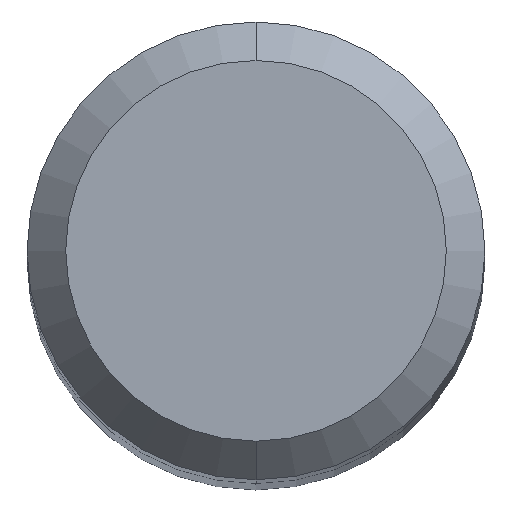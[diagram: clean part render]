
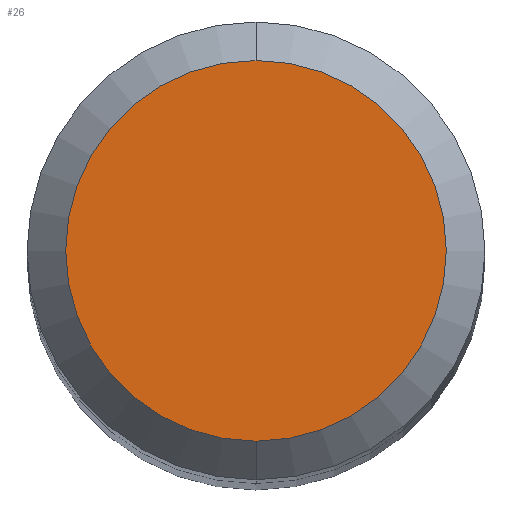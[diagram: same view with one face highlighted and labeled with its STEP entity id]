
A CAD part, top view. The second image highlights one B-rep face of the part: STEP entity #26.
In plain terms, the highlighted planar face has unit normal (0, 0, 1).
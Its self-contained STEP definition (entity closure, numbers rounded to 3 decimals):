
#11 = CARTESIAN_POINT ( 'NONE',  ( 0., 3.95, 125. ) ) ;
#15 = DIRECTION ( 'NONE',  ( 0., 0., -1. ) ) ;
#16 = CARTESIAN_POINT ( 'NONE',  ( 0., 0., 125. ) ) ;
#26 = ADVANCED_FACE ( 'NONE', ( #248 ), #37, .F. ) ;
#32 = CARTESIAN_POINT ( 'NONE',  ( 0., 0., 125. ) ) ;
#37 = PLANE ( 'NONE',  #130 ) ;
#39 = CARTESIAN_POINT ( 'NONE',  ( 0., -3.95, 125. ) ) ;
#47 = EDGE_CURVE ( 'NONE', #56, #282, #303, .T. ) ;
#56 = VERTEX_POINT ( 'NONE', #11 ) ;
#110 = ORIENTED_EDGE ( 'NONE', *, *, #180, .F. ) ;
#116 = DIRECTION ( 'NONE',  ( 0., 1., 0. ) ) ;
#130 = AXIS2_PLACEMENT_3D ( 'NONE', #32, #273, #142 ) ;
#132 = ORIENTED_EDGE ( 'NONE', *, *, #47, .F. ) ;
#136 = CIRCLE ( 'NONE', #230, 3.95 ) ;
#142 = DIRECTION ( 'NONE',  ( 0., 1., 0. ) ) ;
#167 = EDGE_LOOP ( 'NONE', ( #132, #110 ) ) ;
#171 = CARTESIAN_POINT ( 'NONE',  ( 0., 0., 125. ) ) ;
#180 = EDGE_CURVE ( 'NONE', #282, #56, #136, .T. ) ;
#198 = AXIS2_PLACEMENT_3D ( 'NONE', #171, #15, #116 ) ;
#228 = DIRECTION ( 'NONE',  ( 0., 1., 0. ) ) ;
#230 = AXIS2_PLACEMENT_3D ( 'NONE', #16, #296, #228 ) ;
#248 = FACE_OUTER_BOUND ( 'NONE', #167, .T. ) ;
#273 = DIRECTION ( 'NONE',  ( 0., 0., -1. ) ) ;
#282 = VERTEX_POINT ( 'NONE', #39 ) ;
#296 = DIRECTION ( 'NONE',  ( 0., 0., -1. ) ) ;
#303 = CIRCLE ( 'NONE', #198, 3.95 ) ;
